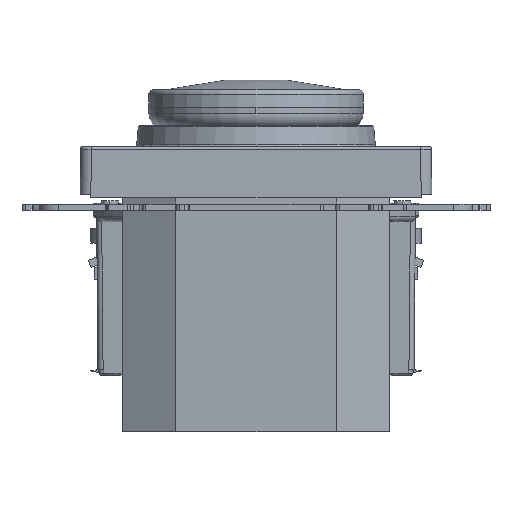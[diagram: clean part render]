
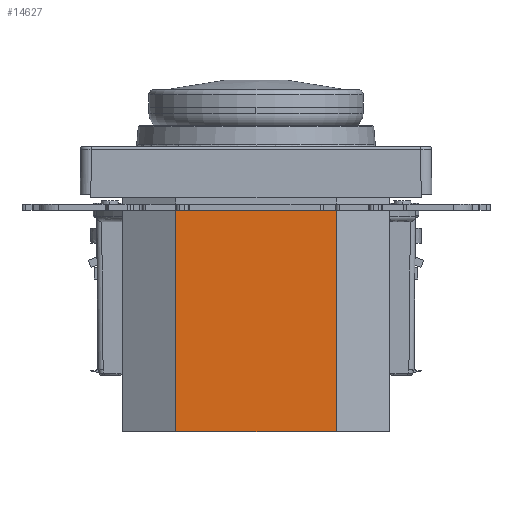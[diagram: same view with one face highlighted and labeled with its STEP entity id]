
A CAD part, front view. The second image highlights one B-rep face of the part: STEP entity #14627.
In plain terms, the highlighted planar face has unit normal (0, -1, 0).
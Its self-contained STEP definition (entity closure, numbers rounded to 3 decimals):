
#921 = DIRECTION ( 'NONE',  ( 0., -1., 0. ) ) ;
#1472 = LINE ( 'NONE', #21153, #19137 ) ;
#1675 = DIRECTION ( 'NONE',  ( 1., 0., 0. ) ) ;
#2397 = VECTOR ( 'NONE', #20087, 1000. ) ;
#2427 = VERTEX_POINT ( 'NONE', #15797 ) ;
#3140 = EDGE_CURVE ( 'NONE', #18978, #2427, #16027, .T. ) ;
#3326 = CARTESIAN_POINT ( 'NONE',  ( 614.749, 374.165, -44.3 ) ) ;
#3627 = CARTESIAN_POINT ( 'NONE',  ( 589.221, 374.165, 57.675 ) ) ;
#4368 = DIRECTION ( 'NONE',  ( 0., 0., -1. ) ) ;
#7129 = VERTEX_POINT ( 'NONE', #8405 ) ;
#7166 = ORIENTED_EDGE ( 'NONE', *, *, #11858, .F. ) ;
#7258 = LINE ( 'NONE', #18673, #10208 ) ;
#7479 = AXIS2_PLACEMENT_3D ( 'NONE', #14275, #921, #4368 ) ;
#8175 = ORIENTED_EDGE ( 'NONE', *, *, #20151, .T. ) ;
#8363 = CARTESIAN_POINT ( 'NONE',  ( 614.749, 374.165, -44.3 ) ) ;
#8405 = CARTESIAN_POINT ( 'NONE',  ( 614.749, 374.165, -9.1 ) ) ;
#8642 = ORIENTED_EDGE ( 'NONE', *, *, #11873, .F. ) ;
#8905 = PLANE ( 'NONE',  #7479 ) ;
#9899 = DIRECTION ( 'NONE',  ( -1., 0., 0. ) ) ;
#10193 = VERTEX_POINT ( 'NONE', #16552 ) ;
#10208 = VECTOR ( 'NONE', #12118, 1000. ) ;
#11833 = VECTOR ( 'NONE', #9899, 1000. ) ;
#11858 = EDGE_CURVE ( 'NONE', #10193, #7129, #1472, .T. ) ;
#11873 = EDGE_CURVE ( 'NONE', #7129, #18978, #7258, .T. ) ;
#11902 = EDGE_LOOP ( 'NONE', ( #7166, #8175, #16278, #8642 ) ) ;
#12118 = DIRECTION ( 'NONE',  ( 0., 0., -1. ) ) ;
#14275 = CARTESIAN_POINT ( 'NONE',  ( 614.749, 374.165, 57.675 ) ) ;
#14627 = ADVANCED_FACE ( 'NONE', ( #15468 ), #8905, .T. ) ;
#15468 = FACE_OUTER_BOUND ( 'NONE', #11902, .T. ) ;
#15797 = CARTESIAN_POINT ( 'NONE',  ( 589.221, 374.165, -44.3 ) ) ;
#16027 = LINE ( 'NONE', #3326, #11833 ) ;
#16278 = ORIENTED_EDGE ( 'NONE', *, *, #3140, .F. ) ;
#16552 = CARTESIAN_POINT ( 'NONE',  ( 589.221, 374.165, -9.1 ) ) ;
#18377 = LINE ( 'NONE', #3627, #2397 ) ;
#18673 = CARTESIAN_POINT ( 'NONE',  ( 614.749, 374.165, 57.675 ) ) ;
#18978 = VERTEX_POINT ( 'NONE', #8363 ) ;
#19137 = VECTOR ( 'NONE', #1675, 1000. ) ;
#20087 = DIRECTION ( 'NONE',  ( 0., 0., -1. ) ) ;
#20151 = EDGE_CURVE ( 'NONE', #10193, #2427, #18377, .T. ) ;
#21153 = CARTESIAN_POINT ( 'NONE',  ( 614.749, 374.165, -9.1 ) ) ;
